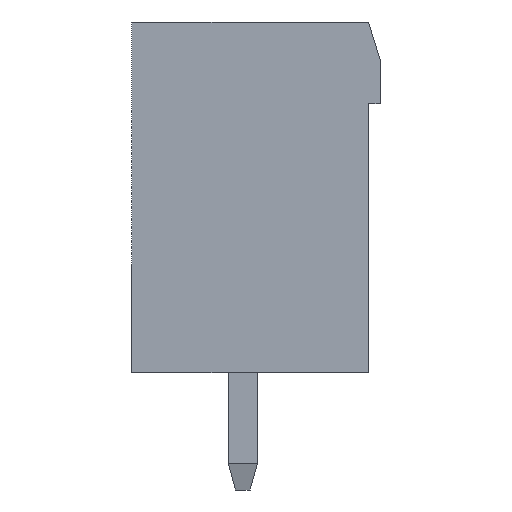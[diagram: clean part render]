
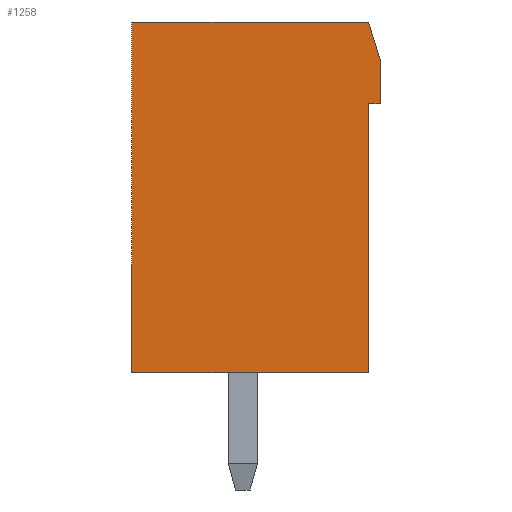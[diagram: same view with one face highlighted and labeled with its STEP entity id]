
A CAD part, left-side view. The second image highlights one B-rep face of the part: STEP entity #1258.
In plain terms, the highlighted planar face has unit normal (-1, 0, 0).
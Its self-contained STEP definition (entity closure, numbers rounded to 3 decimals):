
#1258 = ADVANCED_FACE( '', ( #2734 ), #2735, .T. );
#2734 = FACE_OUTER_BOUND( '', #4483, .T. );
#2735 = PLANE( '', #4484 );
#4483 = EDGE_LOOP( '', ( #7855, #7856, #7857, #7858, #7859, #7860, #7861 ) );
#4484 = AXIS2_PLACEMENT_3D( '', #7862, #7863, #7864 );
#7855 = ORIENTED_EDGE( '', *, *, #11502, .T. );
#7856 = ORIENTED_EDGE( '', *, *, #12155, .T. );
#7857 = ORIENTED_EDGE( '', *, *, #12156, .T. );
#7858 = ORIENTED_EDGE( '', *, *, #12157, .T. );
#7859 = ORIENTED_EDGE( '', *, *, #11724, .T. );
#7860 = ORIENTED_EDGE( '', *, *, #12158, .T. );
#7861 = ORIENTED_EDGE( '', *, *, #12159, .T. );
#7862 = CARTESIAN_POINT( '', ( -41.64, 0., 0. ) );
#7863 = DIRECTION( '', ( -1., 0., 0. ) );
#7864 = DIRECTION( '', ( 0., 0., 1. ) );
#11502 = EDGE_CURVE( '', #14150, #14154, #14156, .T. );
#11724 = EDGE_CURVE( '', #14516, #14517, #14518, .T. );
#12155 = EDGE_CURVE( '', #14154, #15156, #15157, .T. );
#12156 = EDGE_CURVE( '', #15156, #15158, #15159, .T. );
#12157 = EDGE_CURVE( '', #15158, #14516, #15160, .T. );
#12158 = EDGE_CURVE( '', #14517, #15161, #15162, .T. );
#12159 = EDGE_CURVE( '', #15161, #14150, #15163, .T. );
#14150 = VERTEX_POINT( '', #17858 );
#14154 = VERTEX_POINT( '', #17864 );
#14156 = LINE( '', #17867, #17868 );
#14516 = VERTEX_POINT( '', #18412 );
#14517 = VERTEX_POINT( '', #18413 );
#14518 = LINE( '', #18414, #18415 );
#15156 = VERTEX_POINT( '', #19348 );
#15157 = LINE( '', #19349, #19350 );
#15158 = VERTEX_POINT( '', #19351 );
#15159 = LINE( '', #19352, #19353 );
#15160 = LINE( '', #19354, #19355 );
#15161 = VERTEX_POINT( '', #19356 );
#15162 = LINE( '', #19357, #19358 );
#15163 = LINE( '', #19359, #19360 );
#17858 = CARTESIAN_POINT( '', ( -41.64, -4.45, 4.7 ) );
#17864 = CARTESIAN_POINT( '', ( -41.64, -4.05, 6. ) );
#17867 = CARTESIAN_POINT( '', ( -41.64, -4.45, 4.7 ) );
#17868 = VECTOR( '', #21414, 1000. );
#18412 = CARTESIAN_POINT( '', ( -41.64, -4.05, -6. ) );
#18413 = CARTESIAN_POINT( '', ( -41.64, -4.05, 3.2 ) );
#18414 = CARTESIAN_POINT( '', ( -41.64, -4.05, -6. ) );
#18415 = VECTOR( '', #21617, 1000. );
#19348 = CARTESIAN_POINT( '', ( -41.64, 4.05, 6. ) );
#19349 = CARTESIAN_POINT( '', ( -41.64, -4.05, 6. ) );
#19350 = VECTOR( '', #22009, 1000. );
#19351 = CARTESIAN_POINT( '', ( -41.64, 4.05, -6. ) );
#19352 = CARTESIAN_POINT( '', ( -41.64, 4.05, 6. ) );
#19353 = VECTOR( '', #22010, 1000. );
#19354 = CARTESIAN_POINT( '', ( -41.64, 4.05, -6. ) );
#19355 = VECTOR( '', #22011, 1000. );
#19356 = CARTESIAN_POINT( '', ( -41.64, -4.45, 3.2 ) );
#19357 = CARTESIAN_POINT( '', ( -41.64, -4.05, 3.2 ) );
#19358 = VECTOR( '', #22012, 1000. );
#19359 = CARTESIAN_POINT( '', ( -41.64, -4.45, 3.2 ) );
#19360 = VECTOR( '', #22013, 1000. );
#21414 = DIRECTION( '', ( 0., 0.294, 0.956 ) );
#21617 = DIRECTION( '', ( 0., 0., 1. ) );
#22009 = DIRECTION( '', ( 0., 1., 0. ) );
#22010 = DIRECTION( '', ( 0., 0., -1. ) );
#22011 = DIRECTION( '', ( 0., -1., 0. ) );
#22012 = DIRECTION( '', ( 0., -1., 0. ) );
#22013 = DIRECTION( '', ( 0., 0., 1. ) );
